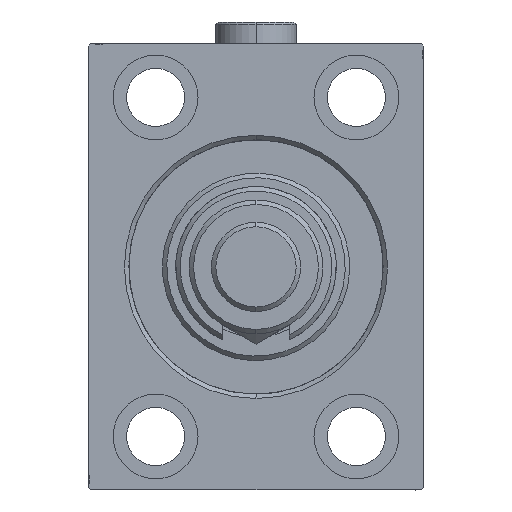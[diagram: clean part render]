
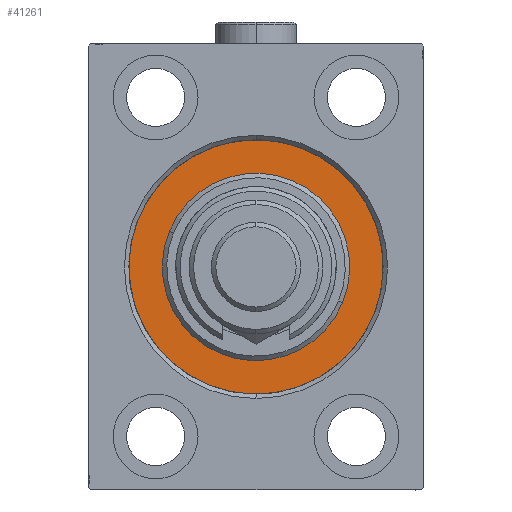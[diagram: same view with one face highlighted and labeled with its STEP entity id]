
A CAD part, left-side view. The second image highlights one B-rep face of the part: STEP entity #41261.
In plain terms, the highlighted face is planar.
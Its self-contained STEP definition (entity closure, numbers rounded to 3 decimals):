
#1537 = CIRCLE ( 'NONE', #28741, 21. ) ;
#3131 = CIRCLE ( 'NONE', #26452, 28.5 ) ;
#3160 = DIRECTION ( 'NONE',  ( -1., 0., 0. ) ) ;
#3593 = EDGE_LOOP ( 'NONE', ( #25069, #10100 ) ) ;
#5375 = DIRECTION ( 'NONE',  ( 1., 0., 0. ) ) ;
#5614 = CARTESIAN_POINT ( 'NONE',  ( 0., 0., 0. ) ) ;
#5748 = AXIS2_PLACEMENT_3D ( 'NONE', #10566, #25907, #26148 ) ;
#6860 = CARTESIAN_POINT ( 'NONE',  ( 0., 0., 21. ) ) ;
#7143 = FACE_OUTER_BOUND ( 'NONE', #3593, .T. ) ;
#8863 = CARTESIAN_POINT ( 'NONE',  ( 0., 0., -28.5 ) ) ;
#9742 = DIRECTION ( 'NONE',  ( 0., 0., 1. ) ) ;
#9890 = EDGE_CURVE ( 'NONE', #44222, #25783, #29420, .T. ) ;
#10100 = ORIENTED_EDGE ( 'NONE', *, *, #11893, .F. ) ;
#10566 = CARTESIAN_POINT ( 'NONE',  ( 0., 0., 0. ) ) ;
#10874 = EDGE_LOOP ( 'NONE', ( #38978, #46175 ) ) ;
#11394 = DIRECTION ( 'NONE',  ( 1., 0., 0. ) ) ;
#11502 = DIRECTION ( 'NONE',  ( -1., 0., 0. ) ) ;
#11543 = CARTESIAN_POINT ( 'NONE',  ( 0., 0., -21. ) ) ;
#11893 = EDGE_CURVE ( 'NONE', #33662, #28130, #35702, .T. ) ;
#12833 = EDGE_CURVE ( 'NONE', #25783, #44222, #1537, .T. ) ;
#12938 = DIRECTION ( 'NONE',  ( 0., 0., -1. ) ) ;
#14945 = PLANE ( 'NONE',  #5748 ) ;
#19257 = EDGE_CURVE ( 'NONE', #28130, #33662, #3131, .T. ) ;
#24607 = CARTESIAN_POINT ( 'NONE',  ( 0., 0., 0. ) ) ;
#25069 = ORIENTED_EDGE ( 'NONE', *, *, #19257, .F. ) ;
#25783 = VERTEX_POINT ( 'NONE', #6860 ) ;
#25907 = DIRECTION ( 'NONE',  ( -1., 0., 0. ) ) ;
#26148 = DIRECTION ( 'NONE',  ( 0., 0., 1. ) ) ;
#26452 = AXIS2_PLACEMENT_3D ( 'NONE', #40977, #11502, #48037 ) ;
#26713 = DIRECTION ( 'NONE',  ( 0., 0., -1. ) ) ;
#26958 = CARTESIAN_POINT ( 'NONE',  ( 0., 0., 0. ) ) ;
#28130 = VERTEX_POINT ( 'NONE', #8863 ) ;
#28640 = AXIS2_PLACEMENT_3D ( 'NONE', #26958, #11394, #26713 ) ;
#28741 = AXIS2_PLACEMENT_3D ( 'NONE', #5614, #5375, #12938 ) ;
#29420 = CIRCLE ( 'NONE', #28640, 21. ) ;
#31037 = AXIS2_PLACEMENT_3D ( 'NONE', #24607, #3160, #9742 ) ;
#33427 = CARTESIAN_POINT ( 'NONE',  ( 0., 0., 28.5 ) ) ;
#33662 = VERTEX_POINT ( 'NONE', #33427 ) ;
#35702 = CIRCLE ( 'NONE', #31037, 28.5 ) ;
#38978 = ORIENTED_EDGE ( 'NONE', *, *, #12833, .F. ) ;
#40977 = CARTESIAN_POINT ( 'NONE',  ( 0., 0., 0. ) ) ;
#41261 = ADVANCED_FACE ( 'NONE', ( #43928, #7143 ), #14945, .F. ) ;
#43928 = FACE_BOUND ( 'NONE', #10874, .T. ) ;
#44222 = VERTEX_POINT ( 'NONE', #11543 ) ;
#46175 = ORIENTED_EDGE ( 'NONE', *, *, #9890, .F. ) ;
#48037 = DIRECTION ( 'NONE',  ( 0., 0., 1. ) ) ;
